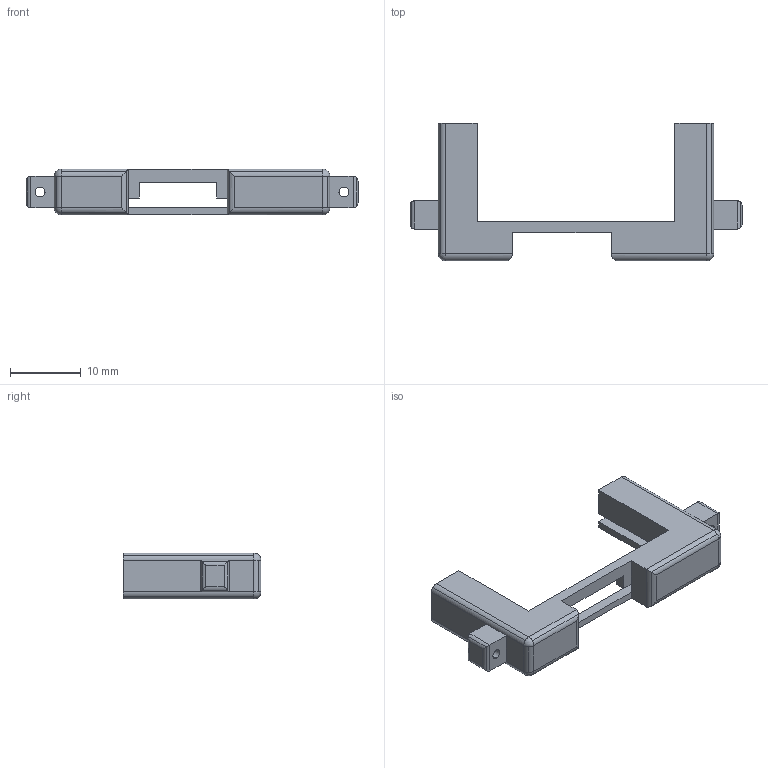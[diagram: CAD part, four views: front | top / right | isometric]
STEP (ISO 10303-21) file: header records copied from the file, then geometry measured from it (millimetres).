
FILE_DESCRIPTION(('STEP AP214'),'1');
FILE_NAME('2nd_half.step','2022-05-13T21:01:55',(' '),('ANSOFT Corporation'),'Spatial InterOp 3D',' ',' ');
FILE_SCHEMA(('AUTOMOTIVE_DESIGN { 1 0 10303 214 1 1 1 1 }'));
Length unit declared in the file: millimetre
Products named in the file (1): watch_outer
Bounding box: 47 x 19.5 x 6.5 mm (x, y, z)
Volume: 1967.4 mm3; surface area: 1805.9 mm2
Topology: 1 solids, 1 shells, 88 faces, 220 edges, 128 vertices
Faces by surface type: cylinder 44, plane 40, sphere 4
Entity records: 2576 total; most frequent: DIRECTION 458, CARTESIAN_POINT 433, ORIENTED_EDGE 432, EDGE_CURVE 216, AXIS2_PLACEMENT_3D 153, LINE 152, VECTOR 152, VERTEX_POINT 128
